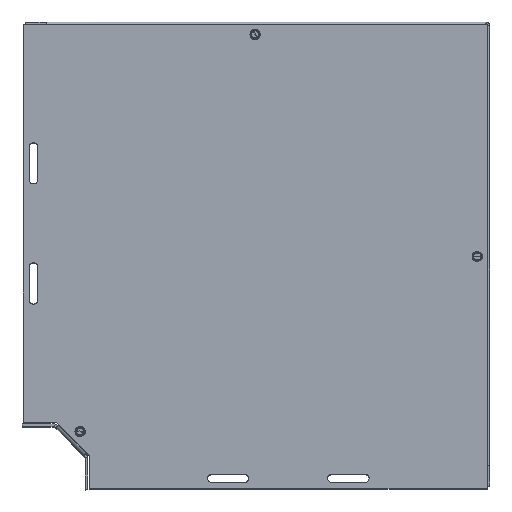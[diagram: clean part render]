
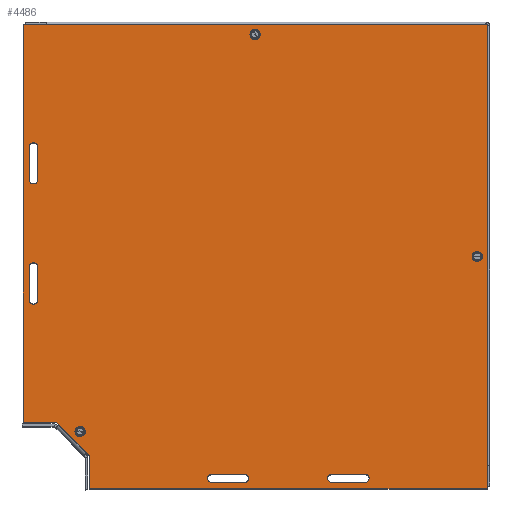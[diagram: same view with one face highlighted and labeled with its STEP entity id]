
A CAD part, top view. The second image highlights one B-rep face of the part: STEP entity #4486.
In plain terms, the highlighted planar face has unit normal (0, 0, 1).
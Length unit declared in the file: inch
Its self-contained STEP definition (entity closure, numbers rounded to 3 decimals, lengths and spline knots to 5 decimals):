
#155=FACE_BOUND('',#694,.T.);
#156=FACE_BOUND('',#695,.T.);
#157=FACE_BOUND('',#696,.T.);
#158=FACE_BOUND('',#697,.T.);
#159=FACE_BOUND('',#698,.T.);
#160=FACE_BOUND('',#699,.T.);
#161=FACE_BOUND('',#700,.T.);
#255=PLANE('',#4778);
#418=FACE_OUTER_BOUND('',#693,.T.);
#693=EDGE_LOOP('',(#3104,#3105,#3106,#3107,#3108,#3109,#3110));
#694=EDGE_LOOP('',(#3111,#3112,#3113,#3114));
#695=EDGE_LOOP('',(#3115,#3116,#3117,#3118));
#696=EDGE_LOOP('',(#3119,#3120,#3121,#3122));
#697=EDGE_LOOP('',(#3123,#3124,#3125,#3126));
#698=EDGE_LOOP('',(#3127));
#699=EDGE_LOOP('',(#3128));
#700=EDGE_LOOP('',(#3129));
#1017=LINE('',#6475,#1414);
#1021=LINE('',#6486,#1418);
#1025=LINE('',#6499,#1422);
#1029=LINE('',#6510,#1426);
#1033=LINE('',#6523,#1430);
#1037=LINE('',#6534,#1434);
#1041=LINE('',#6547,#1438);
#1045=LINE('',#6558,#1442);
#1047=LINE('',#6578,#1444);
#1051=LINE('',#6586,#1448);
#1054=LINE('',#6592,#1451);
#1057=LINE('',#6598,#1454);
#1060=LINE('',#6604,#1457);
#1063=LINE('',#6610,#1460);
#1066=LINE('',#6615,#1463);
#1414=VECTOR('',#5186,1.);
#1418=VECTOR('',#5198,1.);
#1422=VECTOR('',#5210,1.);
#1426=VECTOR('',#5222,1.);
#1430=VECTOR('',#5234,1.);
#1434=VECTOR('',#5246,1.);
#1438=VECTOR('',#5258,1.);
#1442=VECTOR('',#5270,1.);
#1444=VECTOR('',#5292,12.);
#1448=VECTOR('',#5298,1.);
#1451=VECTOR('',#5303,1.41421);
#1454=VECTOR('',#5308,1.);
#1457=VECTOR('',#5313,12.);
#1460=VECTOR('',#5318,14.);
#1463=VECTOR('',#5323,14.);
#1809=CIRCLE('',#4730,0.125);
#1811=CIRCLE('',#4734,0.125);
#1813=CIRCLE('',#4738,0.125);
#1815=CIRCLE('',#4742,0.125);
#1817=CIRCLE('',#4746,0.125);
#1819=CIRCLE('',#4750,0.125);
#1821=CIRCLE('',#4754,0.125);
#1823=CIRCLE('',#4758,0.125);
#1825=CIRCLE('',#4762,0.125);
#1827=CIRCLE('',#4765,0.125);
#1829=CIRCLE('',#4768,0.125);
#1979=VERTEX_POINT('',#6465);
#1980=VERTEX_POINT('',#6466);
#1983=VERTEX_POINT('',#6474);
#1985=VERTEX_POINT('',#6480);
#1987=VERTEX_POINT('',#6489);
#1988=VERTEX_POINT('',#6490);
#1991=VERTEX_POINT('',#6498);
#1993=VERTEX_POINT('',#6504);
#1995=VERTEX_POINT('',#6513);
#1996=VERTEX_POINT('',#6514);
#1999=VERTEX_POINT('',#6522);
#2001=VERTEX_POINT('',#6528);
#2003=VERTEX_POINT('',#6537);
#2004=VERTEX_POINT('',#6538);
#2007=VERTEX_POINT('',#6546);
#2009=VERTEX_POINT('',#6552);
#2011=VERTEX_POINT('',#6561);
#2013=VERTEX_POINT('',#6566);
#2015=VERTEX_POINT('',#6571);
#2017=VERTEX_POINT('',#6576);
#2018=VERTEX_POINT('',#6577);
#2021=VERTEX_POINT('',#6585);
#2023=VERTEX_POINT('',#6591);
#2025=VERTEX_POINT('',#6597);
#2027=VERTEX_POINT('',#6603);
#2029=VERTEX_POINT('',#6609);
#2373=EDGE_CURVE('',#1979,#1980,#1809,.T.);
#2377=EDGE_CURVE('',#1983,#1979,#1017,.T.);
#2380=EDGE_CURVE('',#1985,#1983,#1811,.T.);
#2383=EDGE_CURVE('',#1980,#1985,#1021,.T.);
#2385=EDGE_CURVE('',#1987,#1988,#1813,.T.);
#2389=EDGE_CURVE('',#1991,#1987,#1025,.T.);
#2392=EDGE_CURVE('',#1993,#1991,#1815,.T.);
#2395=EDGE_CURVE('',#1988,#1993,#1029,.T.);
#2397=EDGE_CURVE('',#1995,#1996,#1817,.T.);
#2401=EDGE_CURVE('',#1999,#1995,#1033,.T.);
#2404=EDGE_CURVE('',#2001,#1999,#1819,.T.);
#2407=EDGE_CURVE('',#1996,#2001,#1037,.T.);
#2409=EDGE_CURVE('',#2003,#2004,#1821,.T.);
#2413=EDGE_CURVE('',#2007,#2003,#1041,.T.);
#2416=EDGE_CURVE('',#2009,#2007,#1823,.T.);
#2419=EDGE_CURVE('',#2004,#2009,#1045,.T.);
#2421=EDGE_CURVE('',#2011,#2011,#1825,.T.);
#2423=EDGE_CURVE('',#2013,#2013,#1827,.T.);
#2425=EDGE_CURVE('',#2015,#2015,#1829,.T.);
#2427=EDGE_CURVE('',#2017,#2018,#1047,.T.);
#2431=EDGE_CURVE('',#2018,#2021,#1051,.T.);
#2434=EDGE_CURVE('',#2021,#2023,#1054,.T.);
#2437=EDGE_CURVE('',#2023,#2025,#1057,.T.);
#2440=EDGE_CURVE('',#2025,#2027,#1060,.T.);
#2443=EDGE_CURVE('',#2027,#2029,#1063,.T.);
#2446=EDGE_CURVE('',#2029,#2017,#1066,.T.);
#3104=ORIENTED_EDGE('',*,*,#2427,.F.);
#3105=ORIENTED_EDGE('',*,*,#2446,.F.);
#3106=ORIENTED_EDGE('',*,*,#2443,.F.);
#3107=ORIENTED_EDGE('',*,*,#2440,.F.);
#3108=ORIENTED_EDGE('',*,*,#2437,.F.);
#3109=ORIENTED_EDGE('',*,*,#2434,.F.);
#3110=ORIENTED_EDGE('',*,*,#2431,.F.);
#3111=ORIENTED_EDGE('',*,*,#2373,.T.);
#3112=ORIENTED_EDGE('',*,*,#2383,.T.);
#3113=ORIENTED_EDGE('',*,*,#2380,.T.);
#3114=ORIENTED_EDGE('',*,*,#2377,.T.);
#3115=ORIENTED_EDGE('',*,*,#2385,.T.);
#3116=ORIENTED_EDGE('',*,*,#2395,.T.);
#3117=ORIENTED_EDGE('',*,*,#2392,.T.);
#3118=ORIENTED_EDGE('',*,*,#2389,.T.);
#3119=ORIENTED_EDGE('',*,*,#2397,.T.);
#3120=ORIENTED_EDGE('',*,*,#2407,.T.);
#3121=ORIENTED_EDGE('',*,*,#2404,.T.);
#3122=ORIENTED_EDGE('',*,*,#2401,.T.);
#3123=ORIENTED_EDGE('',*,*,#2409,.T.);
#3124=ORIENTED_EDGE('',*,*,#2419,.T.);
#3125=ORIENTED_EDGE('',*,*,#2416,.T.);
#3126=ORIENTED_EDGE('',*,*,#2413,.T.);
#3127=ORIENTED_EDGE('',*,*,#2421,.T.);
#3128=ORIENTED_EDGE('',*,*,#2423,.T.);
#3129=ORIENTED_EDGE('',*,*,#2425,.T.);
#4486=ADVANCED_FACE('',(#418,#155,#156,#157,#158,#159,#160,#161),#255,.T.);
#4730=AXIS2_PLACEMENT_3D('',#6467,#5178,#5179);
#4734=AXIS2_PLACEMENT_3D('',#6481,#5191,#5192);
#4738=AXIS2_PLACEMENT_3D('',#6491,#5202,#5203);
#4742=AXIS2_PLACEMENT_3D('',#6505,#5215,#5216);
#4746=AXIS2_PLACEMENT_3D('',#6515,#5226,#5227);
#4750=AXIS2_PLACEMENT_3D('',#6529,#5239,#5240);
#4754=AXIS2_PLACEMENT_3D('',#6539,#5250,#5251);
#4758=AXIS2_PLACEMENT_3D('',#6553,#5263,#5264);
#4762=AXIS2_PLACEMENT_3D('',#6562,#5274,#5275);
#4765=AXIS2_PLACEMENT_3D('',#6567,#5280,#5281);
#4768=AXIS2_PLACEMENT_3D('',#6572,#5286,#5287);
#4778=AXIS2_PLACEMENT_3D('',#6618,#5327,#5328);
#5178=DIRECTION('center_axis',(0.,0.,-1.));
#5179=DIRECTION('ref_axis',(1.,0.,0.));
#5186=DIRECTION('',(0.,-1.,0.));
#5191=DIRECTION('center_axis',(0.,0.,-1.));
#5192=DIRECTION('ref_axis',(-1.,0.,0.));
#5198=DIRECTION('',(0.,1.,0.));
#5202=DIRECTION('center_axis',(0.,0.,-1.));
#5203=DIRECTION('ref_axis',(-1.,0.,0.));
#5210=DIRECTION('',(0.,-1.,0.));
#5215=DIRECTION('center_axis',(0.,0.,-1.));
#5216=DIRECTION('ref_axis',(1.,0.,0.));
#5222=DIRECTION('',(0.,1.,0.));
#5226=DIRECTION('center_axis',(0.,0.,-1.));
#5227=DIRECTION('ref_axis',(0.,-1.,0.));
#5234=DIRECTION('',(1.,0.,0.));
#5239=DIRECTION('center_axis',(0.,0.,-1.));
#5240=DIRECTION('ref_axis',(0.,1.,0.));
#5246=DIRECTION('',(-1.,0.,0.));
#5250=DIRECTION('center_axis',(0.,0.,-1.));
#5251=DIRECTION('ref_axis',(0.,-1.,0.));
#5258=DIRECTION('',(-1.,0.,0.));
#5263=DIRECTION('center_axis',(0.,0.,-1.));
#5264=DIRECTION('ref_axis',(0.,1.,0.));
#5270=DIRECTION('',(1.,0.,0.));
#5274=DIRECTION('center_axis',(0.,0.,-1.));
#5275=DIRECTION('ref_axis',(-1.,0.,0.));
#5280=DIRECTION('center_axis',(0.,0.,-1.));
#5281=DIRECTION('ref_axis',(-1.,0.,0.));
#5286=DIRECTION('center_axis',(0.,0.,-1.));
#5287=DIRECTION('ref_axis',(-1.,0.,0.));
#5292=DIRECTION('',(-1.,0.,0.));
#5298=DIRECTION('',(0.,1.,0.));
#5303=DIRECTION('',(-0.707,0.707,0.));
#5308=DIRECTION('',(-1.,0.,0.));
#5313=DIRECTION('',(0.,1.,0.));
#5318=DIRECTION('',(1.,0.,0.));
#5323=DIRECTION('',(0.,-1.,0.));
#5327=DIRECTION('center_axis',(0.,0.,1.));
#5328=DIRECTION('ref_axis',(1.,0.,0.));
#6465=CARTESIAN_POINT('',(-6.5625,-1.3125,0.074));
#6466=CARTESIAN_POINT('',(-6.8125,-1.3125,0.074));
#6467=CARTESIAN_POINT('Origin',(-6.6875,-1.3125,0.074));
#6474=CARTESIAN_POINT('',(-6.5625,-0.3125,0.074));
#6475=CARTESIAN_POINT('',(-6.5625,-0.0956,0.074));
#6480=CARTESIAN_POINT('',(-6.8125,-0.3125,0.074));
#6481=CARTESIAN_POINT('Origin',(-6.6875,-0.3125,0.074));
#6486=CARTESIAN_POINT('',(-6.8125,-0.5956,0.074));
#6489=CARTESIAN_POINT('',(-6.5625,2.3125,0.074));
#6490=CARTESIAN_POINT('',(-6.8125,2.3125,0.074));
#6491=CARTESIAN_POINT('Origin',(-6.6875,2.3125,0.074));
#6498=CARTESIAN_POINT('',(-6.5625,3.3125,0.074));
#6499=CARTESIAN_POINT('',(-6.5625,1.7169,0.074));
#6504=CARTESIAN_POINT('',(-6.8125,3.3125,0.074));
#6505=CARTESIAN_POINT('Origin',(-6.6875,3.3125,0.074));
#6510=CARTESIAN_POINT('',(-6.8125,1.2169,0.074));
#6513=CARTESIAN_POINT('',(3.3125,-6.5625,0.074));
#6514=CARTESIAN_POINT('',(3.3125,-6.8125,0.074));
#6515=CARTESIAN_POINT('Origin',(3.3125,-6.6875,0.074));
#6522=CARTESIAN_POINT('',(2.3125,-6.5625,0.074));
#6523=CARTESIAN_POINT('',(1.2169,-6.5625,0.074));
#6528=CARTESIAN_POINT('',(2.3125,-6.8125,0.074));
#6529=CARTESIAN_POINT('Origin',(2.3125,-6.6875,0.074));
#6534=CARTESIAN_POINT('',(1.7169,-6.8125,0.074));
#6537=CARTESIAN_POINT('',(-1.3125,-6.8125,0.074));
#6538=CARTESIAN_POINT('',(-1.3125,-6.5625,0.074));
#6539=CARTESIAN_POINT('Origin',(-1.3125,-6.6875,0.074));
#6546=CARTESIAN_POINT('',(-0.3125,-6.8125,0.074));
#6547=CARTESIAN_POINT('',(-0.0956,-6.8125,0.074));
#6552=CARTESIAN_POINT('',(-0.3125,-6.5625,0.074));
#6553=CARTESIAN_POINT('Origin',(-0.3125,-6.6875,0.074));
#6558=CARTESIAN_POINT('',(-0.5956,-6.5625,0.074));
#6561=CARTESIAN_POINT('',(6.8125,0.,0.074));
#6562=CARTESIAN_POINT('Origin',(6.6875,0.,0.074));
#6566=CARTESIAN_POINT('',(0.125,6.6875,0.074));
#6567=CARTESIAN_POINT('Origin',(0.,6.6875,0.074));
#6571=CARTESIAN_POINT('',(-5.15403,-5.27903,0.074));
#6572=CARTESIAN_POINT('Origin',(-5.27903,-5.27903,0.074));
#6576=CARTESIAN_POINT('',(7.,-7.,0.074));
#6577=CARTESIAN_POINT('',(-5.,-7.,0.074));
#6578=CARTESIAN_POINT('',(-7.,-7.,0.074));
#6585=CARTESIAN_POINT('',(-5.,-6.,0.074));
#6586=CARTESIAN_POINT('',(-5.,-6.,0.074));
#6591=CARTESIAN_POINT('',(-6.,-5.,0.074));
#6592=CARTESIAN_POINT('',(-6.,-5.,0.074));
#6597=CARTESIAN_POINT('',(-7.,-5.,0.074));
#6598=CARTESIAN_POINT('',(-7.,-5.,0.074));
#6603=CARTESIAN_POINT('',(-7.,7.,0.074));
#6604=CARTESIAN_POINT('',(-7.,7.,0.074));
#6609=CARTESIAN_POINT('',(7.,7.,0.074));
#6610=CARTESIAN_POINT('',(7.,7.,0.074));
#6615=CARTESIAN_POINT('',(7.,-7.,0.074));
#6618=CARTESIAN_POINT('Origin',(0.1213,0.1213,0.074));
